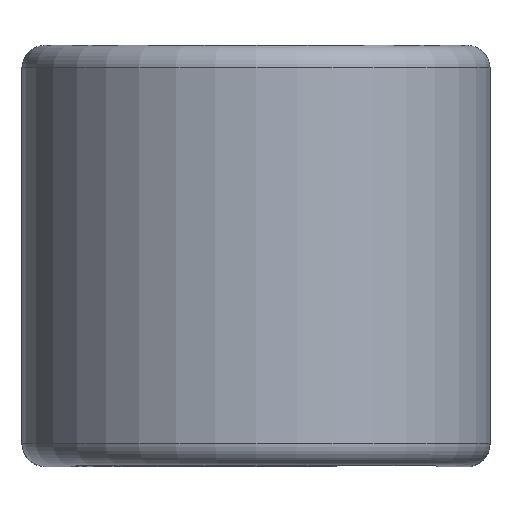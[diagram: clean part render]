
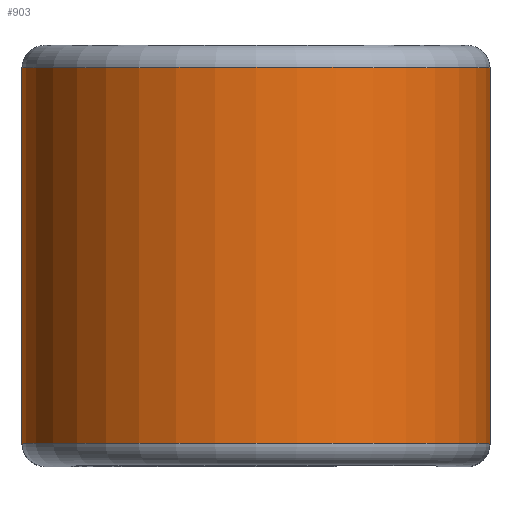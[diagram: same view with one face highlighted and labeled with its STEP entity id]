
A CAD part, top view. The second image highlights one B-rep face of the part: STEP entity #903.
In plain terms, the highlighted cylindrical face has radius 7.95 mm (diameter 15.9 mm), a partial arc.
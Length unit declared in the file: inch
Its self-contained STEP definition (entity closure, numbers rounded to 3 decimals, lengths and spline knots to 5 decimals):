
#17 = ORIENTED_EDGE ( 'NONE', *, *, #207, .T. ) ;
#34 = ORIENTED_EDGE ( 'NONE', *, *, #121, .F. ) ;
#121 = EDGE_CURVE ( 'NONE', #761, #1676, #636, .T. ) ;
#190 = EDGE_CURVE ( 'NONE', #761, #2705, #2243, .T. ) ;
#207 = EDGE_CURVE ( 'NONE', #2705, #2930, #2547, .T. ) ;
#381 = DIRECTION ( 'NONE',  ( 0., -1., 0. ) ) ;
#435 = DIRECTION ( 'NONE',  ( 0., -1., 0. ) ) ;
#545 = VECTOR ( 'NONE', #2971, 39.37008 ) ;
#636 = CIRCLE ( 'NONE', #2447, 0.313 ) ;
#675 = DIRECTION ( 'NONE',  ( 0., 0., -1. ) ) ;
#709 = CYLINDRICAL_SURFACE ( 'NONE', #1405, 0.313 ) ;
#761 = VERTEX_POINT ( 'NONE', #2955 ) ;
#801 = CARTESIAN_POINT ( 'NONE',  ( 0.313, 0.25125, 0.437 ) ) ;
#869 = EDGE_CURVE ( 'NONE', #1676, #2930, #944, .T. ) ;
#903 = ADVANCED_FACE ( 'NONE', ( #2319 ), #709, .T. ) ;
#944 = LINE ( 'NONE', #1593, #545 ) ;
#1148 = AXIS2_PLACEMENT_3D ( 'NONE', #1783, #381, #2034 ) ;
#1293 = EDGE_LOOP ( 'NONE', ( #2737, #17, #1886, #34 ) ) ;
#1405 = AXIS2_PLACEMENT_3D ( 'NONE', #2335, #435, #675 ) ;
#1508 = CARTESIAN_POINT ( 'NONE',  ( 0., -0.25125, 0.437 ) ) ;
#1593 = CARTESIAN_POINT ( 'NONE',  ( -0.313, 0.25125, 0.437 ) ) ;
#1676 = VERTEX_POINT ( 'NONE', #2367 ) ;
#1764 = DIRECTION ( 'NONE',  ( 0., -1., 0. ) ) ;
#1783 = CARTESIAN_POINT ( 'NONE',  ( 0., 0.25125, 0.437 ) ) ;
#1886 = ORIENTED_EDGE ( 'NONE', *, *, #869, .F. ) ;
#2034 = DIRECTION ( 'NONE',  ( 0., 0., -1. ) ) ;
#2071 = CARTESIAN_POINT ( 'NONE',  ( -0.313, 0.25125, 0.437 ) ) ;
#2243 = LINE ( 'NONE', #801, #2481 ) ;
#2319 = FACE_OUTER_BOUND ( 'NONE', #1293, .T. ) ;
#2335 = CARTESIAN_POINT ( 'NONE',  ( 0., 0.25, 0.437 ) ) ;
#2367 = CARTESIAN_POINT ( 'NONE',  ( -0.313, -0.25125, 0.437 ) ) ;
#2447 = AXIS2_PLACEMENT_3D ( 'NONE', #1508, #1764, #2688 ) ;
#2481 = VECTOR ( 'NONE', #2684, 39.37008 ) ;
#2547 = CIRCLE ( 'NONE', #1148, 0.313 ) ;
#2684 = DIRECTION ( 'NONE',  ( 0., 1., 0. ) ) ;
#2688 = DIRECTION ( 'NONE',  ( 0., 0., -1. ) ) ;
#2705 = VERTEX_POINT ( 'NONE', #2909 ) ;
#2737 = ORIENTED_EDGE ( 'NONE', *, *, #190, .T. ) ;
#2909 = CARTESIAN_POINT ( 'NONE',  ( 0.313, 0.25125, 0.437 ) ) ;
#2930 = VERTEX_POINT ( 'NONE', #2071 ) ;
#2955 = CARTESIAN_POINT ( 'NONE',  ( 0.313, -0.25125, 0.437 ) ) ;
#2971 = DIRECTION ( 'NONE',  ( 0., 1., 0. ) ) ;
